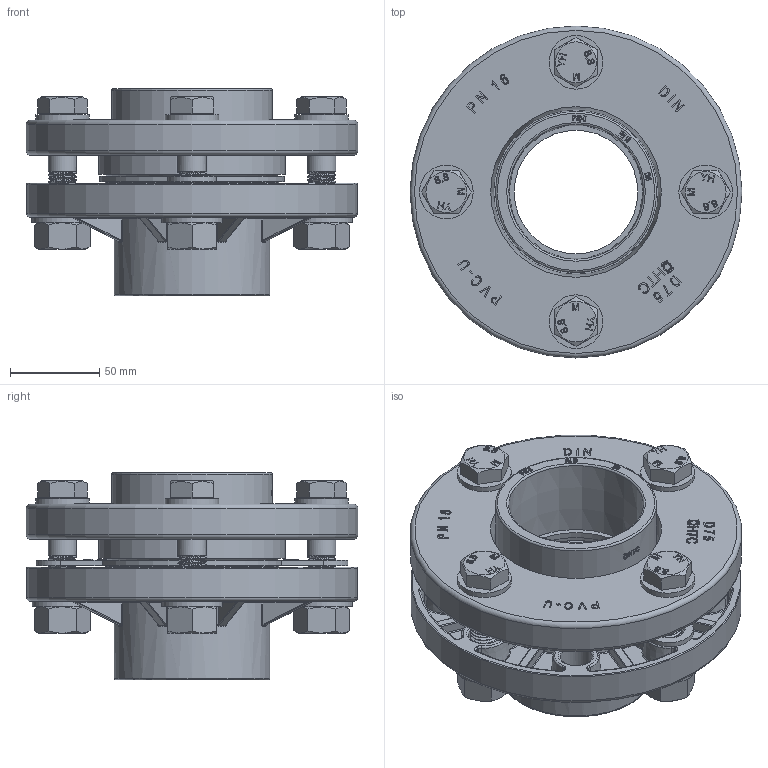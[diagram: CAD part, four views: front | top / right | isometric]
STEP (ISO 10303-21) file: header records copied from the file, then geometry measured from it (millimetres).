
FILE_DESCRIPTION(/* description */ (''),/* implementation_level */ '2;1');
FILE_NAME(/* name */ 'AF0706.000.075.step',/* time_stamp */ '2026-02-13T11:30:33+01:00',/* author */ (''),/* organization */ (''),/* preprocessor_version */ 'ST-DEVELOPER v20.1',/* originating_system */ 'Autodesk Translation Framework v14.24.0.0',/* authorisation */ '');
FILE_SCHEMA (('AUTOMOTIVE_DESIGN { 1 0 10303 214 3 1 1 }'));
Length unit declared in the file: millimetre
Products named in the file (8): 2026-02-13-07-53-11-169; 2026-02-13-08-54-17-289; 2026-02-13-08-54-19-682; 2026-02-13-08-54-56-355; 2026-02-13-10-37-38-379; DIN 125 - A 19 Stahl 100 HV Einfach; DIN 125 - A 17 Stahl 100 HV Einfach; 2026-02-13-11-29-13-956
Assembly tree (16 placements, depth 2):
  2026-02-13-07-53-11-169
    2026-02-13-08-54-17-289
    2026-02-13-08-54-19-682
    2026-02-13-08-54-56-355
    2026-02-13-10-37-38-379
    DIN 125 - A 19 Stahl 100 HV Einfach  x4
    2026-02-13-11-29-13-956  x4
    DIN 125 - A 17 Stahl 100 HV Einfach  x4
Bounding box: 185.6 x 185.6 x 116.19 mm (x, y, z)
Volume: 866091.8 mm3; surface area: 282363.3 mm2
Topology: 20 solids, 20 shells, 2585 faces, 6645 edges, 4223 vertices
Faces by surface type: plane 881, bspline 770, cylinder 540, torus 241, cone 115, sphere 38
Full cylindrical faces by diameter (mm): 3.5 x1, 4.667 x1, 13.534 x72, 15.519 x12, 15.822 x76, 17 x4, 18 x14, 18.293 x16, 19 x4, 30 x4, 34 x4, 69.1 x1, 70 x1, 75 x1, 77 x1, 79 x1, 86 x1, 87 x1, 88 x1, 90 x1, 95 x1, 97 x1, 104.6 x1, 185 x1, 185.6 x1
Entity records: 108599 total; most frequent: CARTESIAN_POINT 52915, ORIENTED_EDGE 12716, DIRECTION 9633, EDGE_CURVE 6358, VERTEX_POINT 4061, AXIS2_PLACEMENT_3D 3318, LINE 2997, VECTOR 2997
